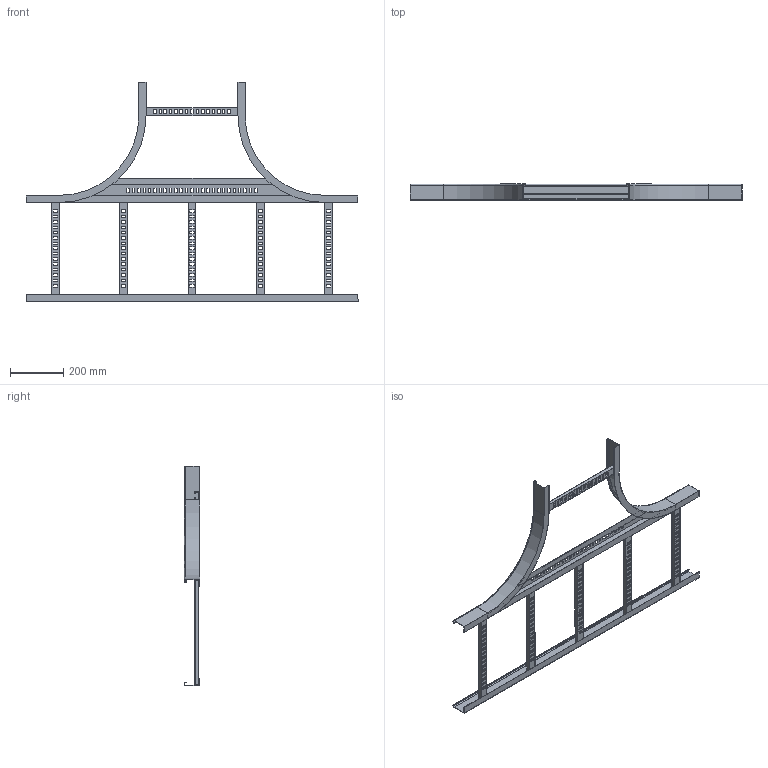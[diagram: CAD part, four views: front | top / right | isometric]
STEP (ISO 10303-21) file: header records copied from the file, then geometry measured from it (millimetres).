
FILE_DESCRIPTION (( 'STEP AP214' ), '1' );
FILE_NAME ('6225214.stp', '2017-03-23T13:50:07', ( '' ), ( '' ), 'SwSTEP 2.0', 'SolidWorks 2016', '' );
FILE_SCHEMA (( 'AUTOMOTIVE_DESIGN' ));
Length unit declared in the file: millimetre
Products named in the file (5): 085933_Gegenholm 60x1250; 079986_L=0392; 085502_St》zprofil f〉 R300 NB400; 085501_Innenholm 60xR300; 6225214
Assembly tree (10 placements, depth 2):
  6225214
    085501_Innenholm 60xR300  x2
    085502_St》zprofil f〉 R300 NB400
    079986_L=0392  x6
    085933_Gegenholm 60x1250
Bounding box: 1250 x 60 x 825 mm (x, y, z)
Volume: 815185.7 mm3; surface area: 1052406.7 mm2
Topology: 10 solids, 10 shells, 764 faces, 2184 edges, 1440 vertices
Faces by surface type: plane 726, cylinder 26, bspline 8, torus 4
Entity records: 10136 total; most frequent: CARTESIAN_POINT 2627, ORIENTED_EDGE 1564, DIRECTION 1350, EDGE_CURVE 782, LINE 716, VECTOR 716, VERTEX_POINT 512, EDGE_LOOP 358
